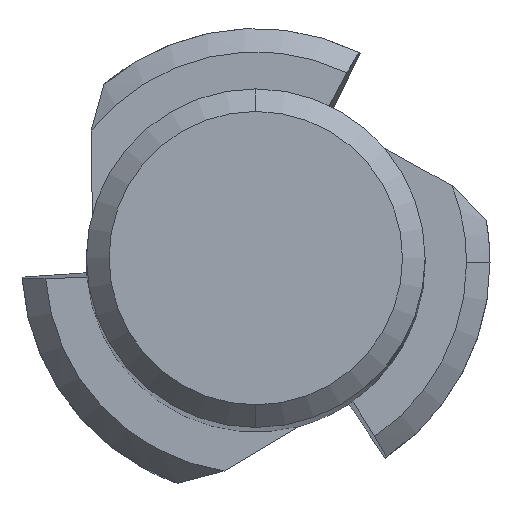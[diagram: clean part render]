
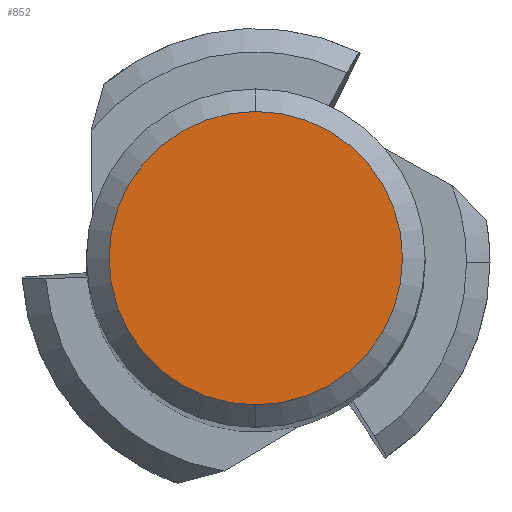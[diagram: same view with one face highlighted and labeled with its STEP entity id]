
A CAD part, top view. The second image highlights one B-rep face of the part: STEP entity #852.
In plain terms, the highlighted planar face has unit normal (0, 0, 1).
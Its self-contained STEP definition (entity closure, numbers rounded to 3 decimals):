
#782=VERTEX_POINT('',#1642);
#838=EDGE_CURVE('',#782,#1126,#1706,.T.);
#852=ADVANCED_FACE('',(#1721),#1722,.T.);
#1126=VERTEX_POINT('',#2022);
#1196=EDGE_CURVE('',#1126,#782,#2095,.T.);
#1642=CARTESIAN_POINT('',(0.,-2.6,0.0));
#1706=CIRCLE('',#3089,2.6);
#1721=FACE_OUTER_BOUND('',#3107,.T.);
#1722=PLANE('',#3108);
#2022=CARTESIAN_POINT('',(0.0,2.6,0.0));
#2095=CIRCLE('',#3925,2.6);
#3089=AXIS2_PLACEMENT_3D('',#4623,#4624,#4625);
#3107=EDGE_LOOP('',(#4639,#4640));
#3108=AXIS2_PLACEMENT_3D('',#4641,#4642,#4643);
#3925=AXIS2_PLACEMENT_3D('',#5023,#5024,#5025);
#4623=CARTESIAN_POINT('',(0.0,0.0,0.0));
#4624=DIRECTION('',(0.0,0.0,-1.0));
#4625=DIRECTION('',(0.0,1.0,0.0));
#4639=ORIENTED_EDGE('',*,*,#1196,.F.);
#4640=ORIENTED_EDGE('',*,*,#838,.F.);
#4641=CARTESIAN_POINT('',(0.0,1.3,0.0));
#4642=DIRECTION('',(-0.0,0.0,1.0));
#4643=DIRECTION('',(0.0,-1.0,0.0));
#5023=CARTESIAN_POINT('',(0.0,0.0,0.0));
#5024=DIRECTION('',(0.0,0.0,-1.0));
#5025=DIRECTION('',(0.0,1.0,0.0));
